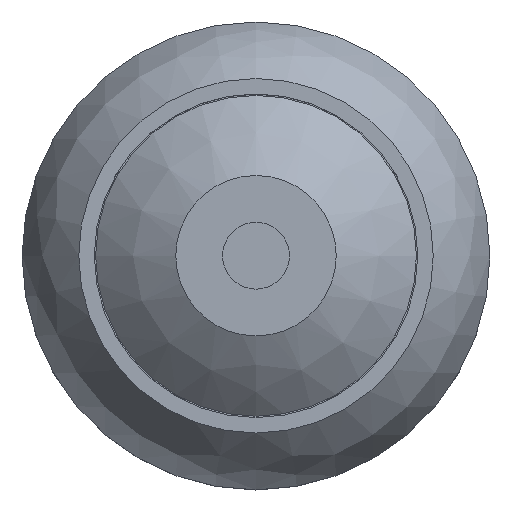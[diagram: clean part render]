
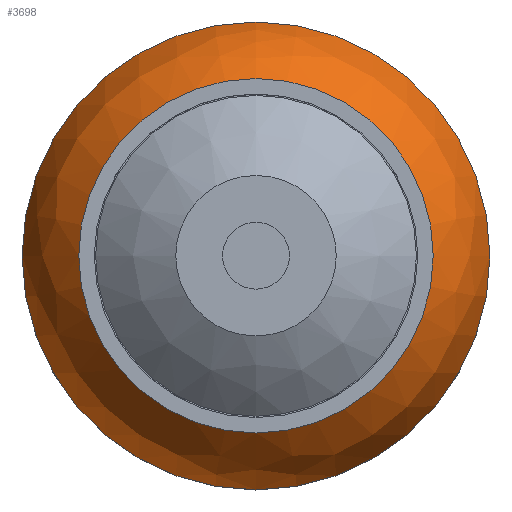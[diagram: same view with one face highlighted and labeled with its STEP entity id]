
A CAD part, top view. The second image highlights one B-rep face of the part: STEP entity #3698.
In plain terms, the highlighted free-form (B-spline) face has degree [2, 2] with [3, 9] control points.
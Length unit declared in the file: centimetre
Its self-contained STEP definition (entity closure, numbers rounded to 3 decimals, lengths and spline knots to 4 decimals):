
#93=(
BOUNDED_SURFACE()
B_SPLINE_SURFACE(2,2,((#5461,#5462,#5463,#5464,#5465,#5466,#5467,#5468,
#5469),(#5470,#5471,#5472,#5473,#5474,#5475,#5476,#5477,#5478),(#5479,#5480,
#5481,#5482,#5483,#5484,#5485,#5486,#5487)),.UNSPECIFIED.,.F.,.T.,.F.)
B_SPLINE_SURFACE_WITH_KNOTS((3,3),(3,2,2,2,3),(-0.8881,-0.2011),
(-3.1416,-1.5708,0.,1.5708,3.1416),
 .UNSPECIFIED.)
GEOMETRIC_REPRESENTATION_ITEM()
RATIONAL_B_SPLINE_SURFACE(((1.,0.707,1.,0.707,1.,
0.707,1.,0.707,1.),(0.942,0.666,
0.942,0.666,0.942,0.666,0.942,
0.666,0.942),(1.,0.707,1.,0.707,
1.,0.707,1.,0.707,1.)))
REPRESENTATION_ITEM('')
SURFACE()
);
#270=FACE_OUTER_BOUND('',#484,.T.);
#484=EDGE_LOOP('',(#2525,#2526,#2527,#2528,#2529));
#1396=CIRCLE('',#3932,0.875);
#1397=CIRCLE('',#3933,0.875);
#1398=CIRCLE('',#3934,0.6075);
#1399=CIRCLE('',#3935,0.663);
#1573=VERTEX_POINT('',#5456);
#1574=VERTEX_POINT('',#5458);
#1575=VERTEX_POINT('',#5488);
#1951=EDGE_CURVE('',#1573,#1574,#1396,.T.);
#1952=EDGE_CURVE('',#1574,#1573,#1397,.T.);
#1953=EDGE_CURVE('',#1574,#1575,#1398,.T.);
#1954=EDGE_CURVE('',#1575,#1575,#1399,.T.);
#2525=ORIENTED_EDGE('',*,*,#1951,.F.);
#2526=ORIENTED_EDGE('',*,*,#1952,.F.);
#2527=ORIENTED_EDGE('',*,*,#1953,.T.);
#2528=ORIENTED_EDGE('',*,*,#1954,.T.);
#2529=ORIENTED_EDGE('',*,*,#1953,.F.);
#3698=ADVANCED_FACE('',(#270),#93,.F.);
#3932=AXIS2_PLACEMENT_3D('',#5459,#4341,#4342);
#3933=AXIS2_PLACEMENT_3D('',#5460,#4343,#4344);
#3934=AXIS2_PLACEMENT_3D('',#5489,#4345,#4346);
#3935=AXIS2_PLACEMENT_3D('',#5490,#4347,#4348);
#4341=DIRECTION('center_axis',(0.,0.,-1.));
#4342=DIRECTION('ref_axis',(-1.,0.,0.));
#4343=DIRECTION('center_axis',(0.,0.,-1.));
#4344=DIRECTION('ref_axis',(-1.,0.,0.));
#4345=DIRECTION('center_axis',(1.,0.,0.));
#4346=DIRECTION('ref_axis',(0.,1.,0.));
#4347=DIRECTION('center_axis',(0.,0.,-1.));
#4348=DIRECTION('ref_axis',(-1.,0.,0.));
#5456=CARTESIAN_POINT('',(0.875,0.,0.15));
#5458=CARTESIAN_POINT('',(0.,0.875,0.15));
#5459=CARTESIAN_POINT('Origin',(0.,0.,0.15));
#5460=CARTESIAN_POINT('Origin',(0.,0.,0.15));
#5461=CARTESIAN_POINT('Ctrl Pts',(0.,0.663,0.5));
#5462=CARTESIAN_POINT('Ctrl Pts',(0.663,0.663,0.5));
#5463=CARTESIAN_POINT('Ctrl Pts',(0.663,0.,0.5));
#5464=CARTESIAN_POINT('Ctrl Pts',(0.663,-0.663,0.5));
#5465=CARTESIAN_POINT('Ctrl Pts',(0.,-0.663,0.5));
#5466=CARTESIAN_POINT('Ctrl Pts',(-0.663,-0.663,0.5));
#5467=CARTESIAN_POINT('Ctrl Pts',(-0.663,0.,0.5));
#5468=CARTESIAN_POINT('Ctrl Pts',(-0.663,0.663,0.5));
#5469=CARTESIAN_POINT('Ctrl Pts',(0.,0.663,0.5));
#5470=CARTESIAN_POINT('Ctrl Pts',(0.,0.8316,
0.3629));
#5471=CARTESIAN_POINT('Ctrl Pts',(0.8316,0.8316,0.3629));
#5472=CARTESIAN_POINT('Ctrl Pts',(0.8316,0.,
0.3629));
#5473=CARTESIAN_POINT('Ctrl Pts',(0.8316,-0.8316,
0.3629));
#5474=CARTESIAN_POINT('Ctrl Pts',(0.,-0.8316,
0.3629));
#5475=CARTESIAN_POINT('Ctrl Pts',(-0.8316,-0.8316,
0.3629));
#5476=CARTESIAN_POINT('Ctrl Pts',(-0.8316,0.,
0.3629));
#5477=CARTESIAN_POINT('Ctrl Pts',(-0.8316,0.8316,
0.3629));
#5478=CARTESIAN_POINT('Ctrl Pts',(0.,0.8316,
0.3629));
#5479=CARTESIAN_POINT('Ctrl Pts',(0.,0.875,0.15));
#5480=CARTESIAN_POINT('Ctrl Pts',(0.875,0.875,0.15));
#5481=CARTESIAN_POINT('Ctrl Pts',(0.875,0.,0.15));
#5482=CARTESIAN_POINT('Ctrl Pts',(0.875,-0.875,0.15));
#5483=CARTESIAN_POINT('Ctrl Pts',(0.,-0.875,0.15));
#5484=CARTESIAN_POINT('Ctrl Pts',(-0.875,-0.875,0.15));
#5485=CARTESIAN_POINT('Ctrl Pts',(-0.875,0.,0.15));
#5486=CARTESIAN_POINT('Ctrl Pts',(-0.875,0.875,0.15));
#5487=CARTESIAN_POINT('Ctrl Pts',(0.,0.875,0.15));
#5488=CARTESIAN_POINT('',(0.,0.663,0.5));
#5489=CARTESIAN_POINT('Origin',(0.,0.2798,
0.0287));
#5490=CARTESIAN_POINT('Origin',(0.,0.,0.5));
